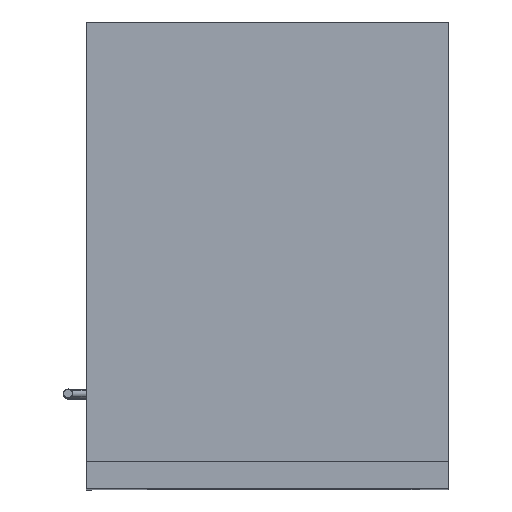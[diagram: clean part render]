
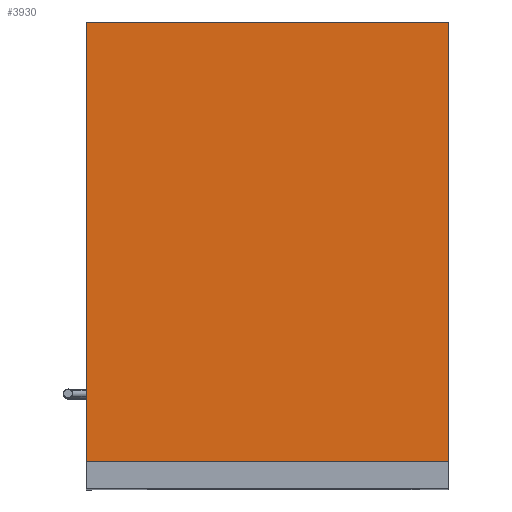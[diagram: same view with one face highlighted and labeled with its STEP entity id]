
A CAD part, top view. The second image highlights one B-rep face of the part: STEP entity #3930.
In plain terms, the highlighted planar face has unit normal (0, 0, 1).
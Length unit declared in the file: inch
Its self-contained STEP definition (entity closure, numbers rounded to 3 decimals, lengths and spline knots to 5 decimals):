
#551=FACE_OUTER_BOUND('',#796,.T.);
#796=EDGE_LOOP('',(#3329,#3330,#3331,#3332));
#1164=LINE('',#7569,#1577);
#1176=LINE('',#7591,#1589);
#1178=LINE('',#7596,#1591);
#1179=LINE('',#7598,#1592);
#1577=VECTOR('',#5011,24.25);
#1589=VECTOR('',#5033,20.);
#1591=VECTOR('',#5039,24.25);
#1592=VECTOR('',#5042,20.);
#1946=VERTEX_POINT('',#7566);
#1947=VERTEX_POINT('',#7568);
#1952=VERTEX_POINT('',#7589);
#1953=VERTEX_POINT('',#7594);
#2415=EDGE_CURVE('',#1947,#1946,#1164,.T.);
#2427=EDGE_CURVE('',#1946,#1952,#1176,.T.);
#2429=EDGE_CURVE('',#1952,#1953,#1178,.T.);
#2430=EDGE_CURVE('',#1953,#1947,#1179,.T.);
#3329=ORIENTED_EDGE('',*,*,#2430,.T.);
#3330=ORIENTED_EDGE('',*,*,#2415,.T.);
#3331=ORIENTED_EDGE('',*,*,#2427,.T.);
#3332=ORIENTED_EDGE('',*,*,#2429,.T.);
#3708=PLANE('',#4215);
#3930=ADVANCED_FACE('',(#551),#3708,.T.);
#4215=AXIS2_PLACEMENT_3D('',#7599,#5043,#5044);
#5011=DIRECTION('',(0.,1.,0.));
#5033=DIRECTION('',(-1.,0.,0.));
#5039=DIRECTION('',(0.,-1.,0.));
#5042=DIRECTION('',(1.,0.,0.));
#5043=DIRECTION('center_axis',(0.,0.,1.));
#5044=DIRECTION('ref_axis',(1.,0.,0.));
#7566=CARTESIAN_POINT('',(20.,24.25,0.75));
#7568=CARTESIAN_POINT('',(20.,0.,0.75));
#7569=CARTESIAN_POINT('',(20.,0.,0.75));
#7589=CARTESIAN_POINT('',(0.,24.25,0.75));
#7591=CARTESIAN_POINT('',(20.,24.25,0.75));
#7594=CARTESIAN_POINT('',(0.,0.,0.75));
#7596=CARTESIAN_POINT('',(0.,24.25,0.75));
#7598=CARTESIAN_POINT('',(0.,0.,0.75));
#7599=CARTESIAN_POINT('Origin',(10.,12.125,0.75));
